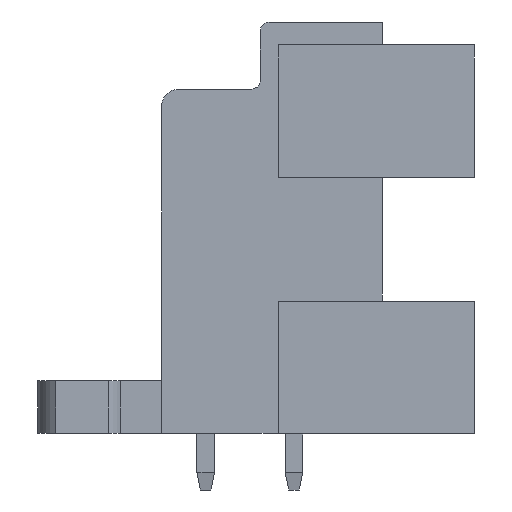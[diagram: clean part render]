
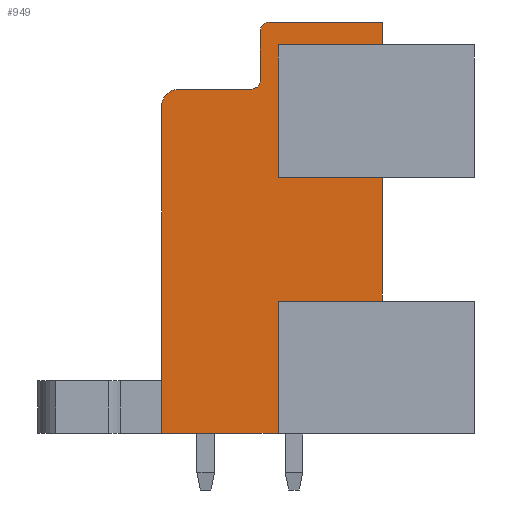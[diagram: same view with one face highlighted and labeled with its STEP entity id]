
A CAD part, left-side view. The second image highlights one B-rep face of the part: STEP entity #949.
In plain terms, the highlighted planar face has unit normal (-1, 0, 0).
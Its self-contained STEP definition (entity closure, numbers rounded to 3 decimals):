
#105=AXIS2_PLACEMENT_3D('Plane Axis2P3D',#102,#103,#104) ;
#750=AXIS2_PLACEMENT_3D('Circle Axis2P3D',#748,#749,$) ;
#798=AXIS2_PLACEMENT_3D('Circle Axis2P3D',#796,#797,$) ;
#846=AXIS2_PLACEMENT_3D('Circle Axis2P3D',#844,#845,$) ;
#36=CARTESIAN_POINT('Line Origine',(0.7,11.1,6.95)) ;
#40=CARTESIAN_POINT('Vertex',(0.7,11.1,10.7)) ;
#42=CARTESIAN_POINT('Vertex',(0.7,11.1,3.2)) ;
#102=CARTESIAN_POINT('Axis2P3D Location',(0.7,0.,0.)) ;
#142=CARTESIAN_POINT('Line Origine',(0.7,11.1,21.45)) ;
#146=CARTESIAN_POINT('Vertex',(0.7,11.1,25.2)) ;
#148=CARTESIAN_POINT('Vertex',(0.7,11.1,17.7)) ;
#522=CARTESIAN_POINT('Vertex',(0.7,5.2,17.7)) ;
#525=CARTESIAN_POINT('Line Origine',(0.7,5.2,14.2)) ;
#529=CARTESIAN_POINT('Vertex',(0.7,5.2,10.7)) ;
#690=CARTESIAN_POINT('Vertex',(0.7,5.2,26.5)) ;
#693=CARTESIAN_POINT('Line Origine',(0.7,5.2,25.85)) ;
#697=CARTESIAN_POINT('Vertex',(0.7,5.2,25.2)) ;
#721=CARTESIAN_POINT('Vertex',(0.7,11.6,26.5)) ;
#724=CARTESIAN_POINT('Line Origine',(0.7,8.4,26.5)) ;
#745=CARTESIAN_POINT('Vertex',(0.7,12.1,26.)) ;
#748=CARTESIAN_POINT('Axis2P3D Location',(0.7,11.6,26.)) ;
#769=CARTESIAN_POINT('Vertex',(0.7,12.1,23.2)) ;
#772=CARTESIAN_POINT('Line Origine',(0.7,12.1,24.6)) ;
#793=CARTESIAN_POINT('Vertex',(0.7,12.6,22.7)) ;
#796=CARTESIAN_POINT('Axis2P3D Location',(0.7,12.6,23.2)) ;
#817=CARTESIAN_POINT('Vertex',(0.7,16.7,22.7)) ;
#820=CARTESIAN_POINT('Line Origine',(0.7,14.65,22.7)) ;
#841=CARTESIAN_POINT('Vertex',(0.7,17.7,21.7)) ;
#844=CARTESIAN_POINT('Axis2P3D Location',(0.7,16.7,21.7)) ;
#865=CARTESIAN_POINT('Vertex',(0.7,17.7,3.2)) ;
#870=CARTESIAN_POINT('Line Origine',(0.7,17.7,12.45)) ;
#912=CARTESIAN_POINT('Line Origine',(0.7,8.15,17.7)) ;
#917=CARTESIAN_POINT('Line Origine',(0.7,8.15,25.2)) ;
#922=CARTESIAN_POINT('Line Origine',(0.7,14.4,3.2)) ;
#927=CARTESIAN_POINT('Line Origine',(0.7,8.15,10.7)) ;
#37=DIRECTION('Vector Direction',(0.,0.,1.)) ;
#103=DIRECTION('Axis2P3D Direction',(-1.,0.,0.)) ;
#104=DIRECTION('Axis2P3D XDirection',(0.,-1.,0.)) ;
#143=DIRECTION('Vector Direction',(0.,0.,1.)) ;
#526=DIRECTION('Vector Direction',(0.,0.,-1.)) ;
#694=DIRECTION('Vector Direction',(0.,0.,-1.)) ;
#725=DIRECTION('Vector Direction',(0.,-1.,0.)) ;
#749=DIRECTION('Axis2P3D Direction',(-1.,0.,0.)) ;
#773=DIRECTION('Vector Direction',(0.,0.,1.)) ;
#797=DIRECTION('Axis2P3D Direction',(-1.,0.,0.)) ;
#821=DIRECTION('Vector Direction',(0.,-1.,0.)) ;
#845=DIRECTION('Axis2P3D Direction',(-1.,0.,0.)) ;
#871=DIRECTION('Vector Direction',(0.,0.,1.)) ;
#913=DIRECTION('Vector Direction',(0.,1.,0.)) ;
#918=DIRECTION('Vector Direction',(0.,-1.,0.)) ;
#923=DIRECTION('Vector Direction',(0.,1.,0.)) ;
#928=DIRECTION('Vector Direction',(0.,-1.,0.)) ;
#38=VECTOR('Line Direction',#37,1.) ;
#144=VECTOR('Line Direction',#143,1.) ;
#527=VECTOR('Line Direction',#526,1.) ;
#695=VECTOR('Line Direction',#694,1.) ;
#726=VECTOR('Line Direction',#725,1.) ;
#774=VECTOR('Line Direction',#773,1.) ;
#822=VECTOR('Line Direction',#821,1.) ;
#872=VECTOR('Line Direction',#871,1.) ;
#914=VECTOR('Line Direction',#913,1.) ;
#919=VECTOR('Line Direction',#918,1.) ;
#924=VECTOR('Line Direction',#923,1.) ;
#929=VECTOR('Line Direction',#928,1.) ;
#933=ORIENTED_EDGE('',*,*,#916,.F.) ;
#934=ORIENTED_EDGE('',*,*,#150,.F.) ;
#935=ORIENTED_EDGE('',*,*,#921,.F.) ;
#936=ORIENTED_EDGE('',*,*,#699,.T.) ;
#937=ORIENTED_EDGE('',*,*,#728,.T.) ;
#938=ORIENTED_EDGE('',*,*,#752,.T.) ;
#939=ORIENTED_EDGE('',*,*,#776,.T.) ;
#940=ORIENTED_EDGE('',*,*,#800,.T.) ;
#941=ORIENTED_EDGE('',*,*,#824,.T.) ;
#942=ORIENTED_EDGE('',*,*,#848,.T.) ;
#943=ORIENTED_EDGE('',*,*,#874,.T.) ;
#944=ORIENTED_EDGE('',*,*,#926,.T.) ;
#945=ORIENTED_EDGE('',*,*,#44,.F.) ;
#946=ORIENTED_EDGE('',*,*,#931,.F.) ;
#947=ORIENTED_EDGE('',*,*,#531,.T.) ;
#949=ADVANCED_FACE('Housing',(#948),#106,.T.) ;
#751=CIRCLE('generated circle',#750,0.5) ;
#799=CIRCLE('generated circle',#798,0.5) ;
#847=CIRCLE('generated circle',#846,1.) ;
#44=EDGE_CURVE('',#41,#43,#39,.F.) ;
#150=EDGE_CURVE('',#147,#149,#145,.F.) ;
#531=EDGE_CURVE('',#530,#523,#528,.F.) ;
#699=EDGE_CURVE('',#698,#691,#696,.F.) ;
#728=EDGE_CURVE('',#691,#722,#727,.F.) ;
#752=EDGE_CURVE('',#722,#746,#751,.T.) ;
#776=EDGE_CURVE('',#746,#770,#775,.F.) ;
#800=EDGE_CURVE('',#770,#794,#799,.F.) ;
#824=EDGE_CURVE('',#794,#818,#823,.F.) ;
#848=EDGE_CURVE('',#818,#842,#847,.T.) ;
#874=EDGE_CURVE('',#842,#866,#873,.F.) ;
#916=EDGE_CURVE('',#149,#523,#915,.F.) ;
#921=EDGE_CURVE('',#698,#147,#920,.F.) ;
#926=EDGE_CURVE('',#866,#43,#925,.F.) ;
#931=EDGE_CURVE('',#530,#41,#930,.F.) ;
#932=EDGE_LOOP('',(#933,#934,#935,#936,#937,#938,#939,#940,#941,#942,#943,#944,#945,#946,#947)) ;
#948=FACE_OUTER_BOUND('',#932,.T.) ;
#39=LINE('Line',#36,#38) ;
#145=LINE('Line',#142,#144) ;
#528=LINE('Line',#525,#527) ;
#696=LINE('Line',#693,#695) ;
#727=LINE('Line',#724,#726) ;
#775=LINE('Line',#772,#774) ;
#823=LINE('Line',#820,#822) ;
#873=LINE('Line',#870,#872) ;
#915=LINE('Line',#912,#914) ;
#920=LINE('Line',#917,#919) ;
#925=LINE('Line',#922,#924) ;
#930=LINE('Line',#927,#929) ;
#106=PLANE('',#105) ;
#41=VERTEX_POINT('',#40) ;
#43=VERTEX_POINT('',#42) ;
#147=VERTEX_POINT('',#146) ;
#149=VERTEX_POINT('',#148) ;
#523=VERTEX_POINT('',#522) ;
#530=VERTEX_POINT('',#529) ;
#691=VERTEX_POINT('',#690) ;
#698=VERTEX_POINT('',#697) ;
#722=VERTEX_POINT('',#721) ;
#746=VERTEX_POINT('',#745) ;
#770=VERTEX_POINT('',#769) ;
#794=VERTEX_POINT('',#793) ;
#818=VERTEX_POINT('',#817) ;
#842=VERTEX_POINT('',#841) ;
#866=VERTEX_POINT('',#865) ;
